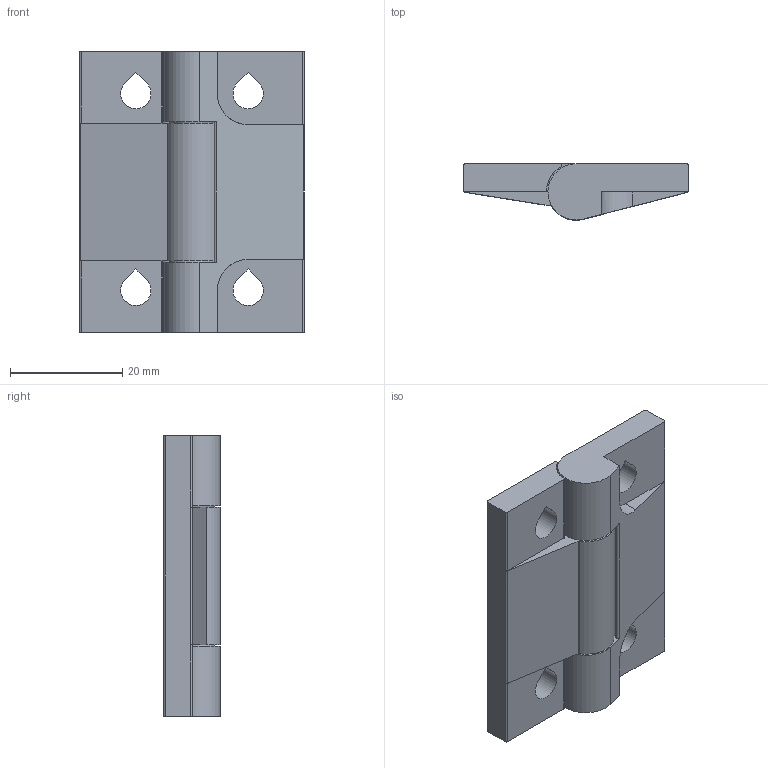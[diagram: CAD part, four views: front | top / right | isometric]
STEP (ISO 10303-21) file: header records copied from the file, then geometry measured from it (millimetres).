
FILE_DESCRIPTION(/* description */ (''),/* implementation_level */ '2;1');
FILE_NAME(/* name */ 'Hinge v8.step',/* time_stamp */ '2017-03-15T16:33:31+00:00',/* author */ (''),/* organization */ (''),/* preprocessor_version */ 'ST-DEVELOPER v16.5',/* originating_system */ 'Autodesk Translation Framework v5.2.0.2920',/* authorisation */ '');
FILE_SCHEMA (('AUTOMOTIVE_DESIGN { 1 0 10303 214 3 1 1 }'));
Length unit declared in the file: millimetre
Products named in the file (3): Hinge v8; Component1; Component2
Assembly tree (2 placements, depth 2):
  Hinge v8
    Component1
    Component2
Bounding box: 40 x 10 x 50 mm (x, y, z)
Volume: 12460.8 mm3; surface area: 7118.3 mm2
Topology: 2 solids, 2 shells, 63 faces, 177 edges, 118 vertices
Faces by surface type: plane 32, cylinder 29, torus 2
Entity records: 2130 total; most frequent: DIRECTION 373, CARTESIAN_POINT 361, ORIENTED_EDGE 350, EDGE_CURVE 175, AXIS2_PLACEMENT_3D 130, VERTEX_POINT 118, LINE 113, VECTOR 113
